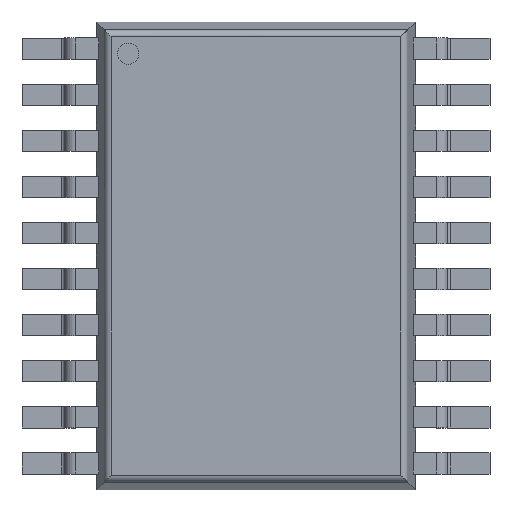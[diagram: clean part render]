
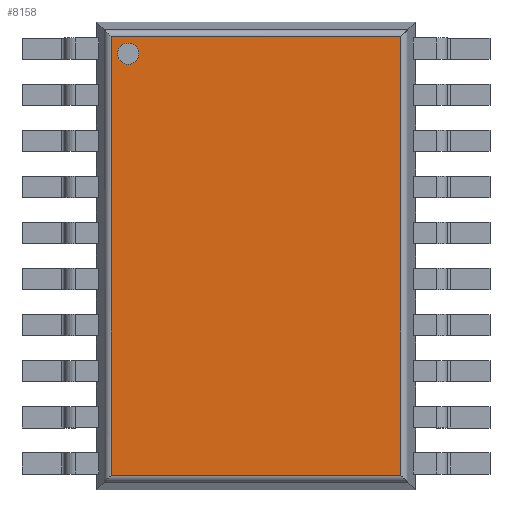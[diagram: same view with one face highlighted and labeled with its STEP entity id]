
A CAD part, top view. The second image highlights one B-rep face of the part: STEP entity #8158.
In plain terms, the highlighted planar face has unit normal (0, 0, 1).
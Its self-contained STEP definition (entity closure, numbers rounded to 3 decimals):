
#789 = CYLINDRICAL_SURFACE('',#790,0.1);
#790 = AXIS2_PLACEMENT_3D('',#791,#792,#793);
#791 = CARTESIAN_POINT('',(-2.041,3.172,1.1)
  );
#792 = DIRECTION('',(0.,-1.,0.));
#793 = DIRECTION('',(0.,0.,1.));
#2057 = VERTEX_POINT('',#2058);
#2058 = CARTESIAN_POINT('',(-2.041,3.091,1.2)
  );
#2079 = CYLINDRICAL_SURFACE('',#2080,0.1);
#2080 = AXIS2_PLACEMENT_3D('',#2081,#2082,#2083);
#2081 = CARTESIAN_POINT('',(2.122,3.091,1.1)
  );
#2082 = DIRECTION('',(-1.,0.,0.));
#2083 = DIRECTION('',(0.,0.,1.));
#2099 = VERTEX_POINT('',#2100);
#2100 = CARTESIAN_POINT('',(-2.041,-3.091,1.2
    ));
#2121 = CYLINDRICAL_SURFACE('',#2122,0.1);
#2122 = AXIS2_PLACEMENT_3D('',#2123,#2124,#2125);
#2123 = CARTESIAN_POINT('',(-2.122,-3.091,
    1.1));
#2124 = DIRECTION('',(1.,0.,0.));
#2125 = DIRECTION('',(0.,-0.978,
    0.208));
#2139 = EDGE_CURVE('',#2057,#2099,#2140,.T.);
#2140 = SURFACE_CURVE('',#2141,(#2145,#2152),.PCURVE_S1.);
#2141 = LINE('',#2142,#2143);
#2142 = CARTESIAN_POINT('',(-2.041,3.172,1.2
    ));
#2143 = VECTOR('',#2144,1.);
#2144 = DIRECTION('',(0.,-1.,0.));
#2145 = PCURVE('',#789,#2146);
#2146 = DEFINITIONAL_REPRESENTATION('',(#2147),#2151);
#2147 = LINE('',#2148,#2149);
#2148 = CARTESIAN_POINT('',(0.,0.));
#2149 = VECTOR('',#2150,1.);
#2150 = DIRECTION('',(0.,1.));
#2151 = ( GEOMETRIC_REPRESENTATION_CONTEXT(2) 
PARAMETRIC_REPRESENTATION_CONTEXT() REPRESENTATION_CONTEXT('2D SPACE',''
  ) );
#2152 = PCURVE('',#2153,#2158);
#2153 = PLANE('',#2154);
#2154 = AXIS2_PLACEMENT_3D('',#2155,#2156,#2157);
#2155 = CARTESIAN_POINT('',(-2.25,3.3,1.2));
#2156 = DIRECTION('',(0.,0.,1.));
#2157 = DIRECTION('',(0.,-1.,0.));
#2158 = DEFINITIONAL_REPRESENTATION('',(#2159),#2163);
#2159 = LINE('',#2160,#2161);
#2160 = CARTESIAN_POINT('',(0.128,0.209));
#2161 = VECTOR('',#2162,1.);
#2162 = DIRECTION('',(1.,0.));
#2163 = ( GEOMETRIC_REPRESENTATION_CONTEXT(2) 
PARAMETRIC_REPRESENTATION_CONTEXT() REPRESENTATION_CONTEXT('2D SPACE',''
  ) );
#8096 = VERTEX_POINT('',#8097);
#8097 = CARTESIAN_POINT('',(2.041,3.091,1.2)
  );
#8118 = CYLINDRICAL_SURFACE('',#8119,0.1);
#8119 = AXIS2_PLACEMENT_3D('',#8120,#8121,#8122);
#8120 = CARTESIAN_POINT('',(2.041,-3.172,1.1
    ));
#8121 = DIRECTION('',(0.,1.,0.));
#8122 = DIRECTION('',(0.978,0.,0.208
    ));
#8138 = EDGE_CURVE('',#8096,#2057,#8139,.T.);
#8139 = SURFACE_CURVE('',#8140,(#8144,#8151),.PCURVE_S1.);
#8140 = LINE('',#8141,#8142);
#8141 = CARTESIAN_POINT('',(2.122,3.091,1.2)
  );
#8142 = VECTOR('',#8143,1.);
#8143 = DIRECTION('',(-1.,0.,0.));
#8144 = PCURVE('',#2079,#8145);
#8145 = DEFINITIONAL_REPRESENTATION('',(#8146),#8150);
#8146 = LINE('',#8147,#8148);
#8147 = CARTESIAN_POINT('',(0.,0.));
#8148 = VECTOR('',#8149,1.);
#8149 = DIRECTION('',(0.,1.));
#8150 = ( GEOMETRIC_REPRESENTATION_CONTEXT(2) 
PARAMETRIC_REPRESENTATION_CONTEXT() REPRESENTATION_CONTEXT('2D SPACE',''
  ) );
#8151 = PCURVE('',#2153,#8152);
#8152 = DEFINITIONAL_REPRESENTATION('',(#8153),#8157);
#8153 = LINE('',#8154,#8155);
#8154 = CARTESIAN_POINT('',(0.209,4.372));
#8155 = VECTOR('',#8156,1.);
#8156 = DIRECTION('',(0.,-1.));
#8157 = ( GEOMETRIC_REPRESENTATION_CONTEXT(2) 
PARAMETRIC_REPRESENTATION_CONTEXT() REPRESENTATION_CONTEXT('2D SPACE',''
  ) );
#8158 = ADVANCED_FACE('',(#8159,#8214),#2153,.T.);
#8159 = FACE_BOUND('',#8160,.T.);
#8160 = EDGE_LOOP('',(#8161,#8192));
#8161 = ORIENTED_EDGE('',*,*,#8162,.F.);
#8162 = EDGE_CURVE('',#8163,#8165,#8167,.T.);
#8163 = VERTEX_POINT('',#8164);
#8164 = CARTESIAN_POINT('',(-1.652,2.852,
    1.2));
#8165 = VERTEX_POINT('',#8166);
#8166 = CARTESIAN_POINT('',(-1.802,2.702,
    1.2));
#8167 = SURFACE_CURVE('',#8168,(#8173,#8180),.PCURVE_S1.);
#8168 = CIRCLE('',#8169,0.15);
#8169 = AXIS2_PLACEMENT_3D('',#8170,#8171,#8172);
#8170 = CARTESIAN_POINT('',(-1.802,2.852,
    1.2));
#8171 = DIRECTION('',(0.,0.,1.));
#8172 = DIRECTION('',(0.,-1.,0.));
#8173 = PCURVE('',#2153,#8174);
#8174 = DEFINITIONAL_REPRESENTATION('',(#8175),#8179);
#8175 = CIRCLE('',#8176,0.15);
#8176 = AXIS2_PLACEMENT_2D('',#8177,#8178);
#8177 = CARTESIAN_POINT('',(0.448,0.448));
#8178 = DIRECTION('',(1.,0.));
#8179 = ( GEOMETRIC_REPRESENTATION_CONTEXT(2) 
PARAMETRIC_REPRESENTATION_CONTEXT() REPRESENTATION_CONTEXT('2D SPACE',''
  ) );
#8180 = PCURVE('',#8181,#8186);
#8181 = CYLINDRICAL_SURFACE('',#8182,0.15);
#8182 = AXIS2_PLACEMENT_3D('',#8183,#8184,#8185);
#8183 = CARTESIAN_POINT('',(-1.802,2.852,1.18));
#8184 = DIRECTION('',(0.,0.,1.));
#8185 = DIRECTION('',(1.,0.,0.));
#8186 = DEFINITIONAL_REPRESENTATION('',(#8187),#8191);
#8187 = LINE('',#8188,#8189);
#8188 = CARTESIAN_POINT('',(-1.571,0.02));
#8189 = VECTOR('',#8190,1.);
#8190 = DIRECTION('',(1.,0.));
#8191 = ( GEOMETRIC_REPRESENTATION_CONTEXT(2) 
PARAMETRIC_REPRESENTATION_CONTEXT() REPRESENTATION_CONTEXT('2D SPACE',''
  ) );
#8192 = ORIENTED_EDGE('',*,*,#8193,.F.);
#8193 = EDGE_CURVE('',#8165,#8163,#8194,.T.);
#8194 = SURFACE_CURVE('',#8195,(#8200,#8207),.PCURVE_S1.);
#8195 = CIRCLE('',#8196,0.15);
#8196 = AXIS2_PLACEMENT_3D('',#8197,#8198,#8199);
#8197 = CARTESIAN_POINT('',(-1.802,2.852,
    1.2));
#8198 = DIRECTION('',(0.,0.,1.));
#8199 = DIRECTION('',(0.,-1.,0.));
#8200 = PCURVE('',#2153,#8201);
#8201 = DEFINITIONAL_REPRESENTATION('',(#8202),#8206);
#8202 = CIRCLE('',#8203,0.15);
#8203 = AXIS2_PLACEMENT_2D('',#8204,#8205);
#8204 = CARTESIAN_POINT('',(0.448,0.448));
#8205 = DIRECTION('',(1.,0.));
#8206 = ( GEOMETRIC_REPRESENTATION_CONTEXT(2) 
PARAMETRIC_REPRESENTATION_CONTEXT() REPRESENTATION_CONTEXT('2D SPACE',''
  ) );
#8207 = PCURVE('',#8181,#8208);
#8208 = DEFINITIONAL_REPRESENTATION('',(#8209),#8213);
#8209 = LINE('',#8210,#8211);
#8210 = CARTESIAN_POINT('',(4.712,0.02));
#8211 = VECTOR('',#8212,1.);
#8212 = DIRECTION('',(1.,0.));
#8213 = ( GEOMETRIC_REPRESENTATION_CONTEXT(2) 
PARAMETRIC_REPRESENTATION_CONTEXT() REPRESENTATION_CONTEXT('2D SPACE',''
  ) );
#8214 = FACE_BOUND('',#8215,.T.);
#8215 = EDGE_LOOP('',(#8216,#8239,#8240,#8241));
#8216 = ORIENTED_EDGE('',*,*,#8217,.T.);
#8217 = EDGE_CURVE('',#8218,#8096,#8220,.T.);
#8218 = VERTEX_POINT('',#8219);
#8219 = CARTESIAN_POINT('',(2.041,-3.091,1.2)
  );
#8220 = SURFACE_CURVE('',#8221,(#8225,#8232),.PCURVE_S1.);
#8221 = LINE('',#8222,#8223);
#8222 = CARTESIAN_POINT('',(2.041,-3.172,1.2
    ));
#8223 = VECTOR('',#8224,1.);
#8224 = DIRECTION('',(0.,1.,0.));
#8225 = PCURVE('',#2153,#8226);
#8226 = DEFINITIONAL_REPRESENTATION('',(#8227),#8231);
#8227 = LINE('',#8228,#8229);
#8228 = CARTESIAN_POINT('',(6.472,4.291));
#8229 = VECTOR('',#8230,1.);
#8230 = DIRECTION('',(-1.,0.));
#8231 = ( GEOMETRIC_REPRESENTATION_CONTEXT(2) 
PARAMETRIC_REPRESENTATION_CONTEXT() REPRESENTATION_CONTEXT('2D SPACE',''
  ) );
#8232 = PCURVE('',#8118,#8233);
#8233 = DEFINITIONAL_REPRESENTATION('',(#8234),#8238);
#8234 = LINE('',#8235,#8236);
#8235 = CARTESIAN_POINT('',(-1.361,0.));
#8236 = VECTOR('',#8237,1.);
#8237 = DIRECTION('',(0.,1.));
#8238 = ( GEOMETRIC_REPRESENTATION_CONTEXT(2) 
PARAMETRIC_REPRESENTATION_CONTEXT() REPRESENTATION_CONTEXT('2D SPACE',''
  ) );
#8239 = ORIENTED_EDGE('',*,*,#8138,.T.);
#8240 = ORIENTED_EDGE('',*,*,#2139,.T.);
#8241 = ORIENTED_EDGE('',*,*,#8242,.T.);
#8242 = EDGE_CURVE('',#2099,#8218,#8243,.T.);
#8243 = SURFACE_CURVE('',#8244,(#8248,#8255),.PCURVE_S1.);
#8244 = LINE('',#8245,#8246);
#8245 = CARTESIAN_POINT('',(-2.122,-3.091,
    1.2));
#8246 = VECTOR('',#8247,1.);
#8247 = DIRECTION('',(1.,0.,0.));
#8248 = PCURVE('',#2153,#8249);
#8249 = DEFINITIONAL_REPRESENTATION('',(#8250),#8254);
#8250 = LINE('',#8251,#8252);
#8251 = CARTESIAN_POINT('',(6.391,0.128));
#8252 = VECTOR('',#8253,1.);
#8253 = DIRECTION('',(0.,1.));
#8254 = ( GEOMETRIC_REPRESENTATION_CONTEXT(2) 
PARAMETRIC_REPRESENTATION_CONTEXT() REPRESENTATION_CONTEXT('2D SPACE',''
  ) );
#8255 = PCURVE('',#2121,#8256);
#8256 = DEFINITIONAL_REPRESENTATION('',(#8257),#8261);
#8257 = LINE('',#8258,#8259);
#8258 = CARTESIAN_POINT('',(-1.361,0.));
#8259 = VECTOR('',#8260,1.);
#8260 = DIRECTION('',(0.,1.));
#8261 = ( GEOMETRIC_REPRESENTATION_CONTEXT(2) 
PARAMETRIC_REPRESENTATION_CONTEXT() REPRESENTATION_CONTEXT('2D SPACE',''
  ) );
